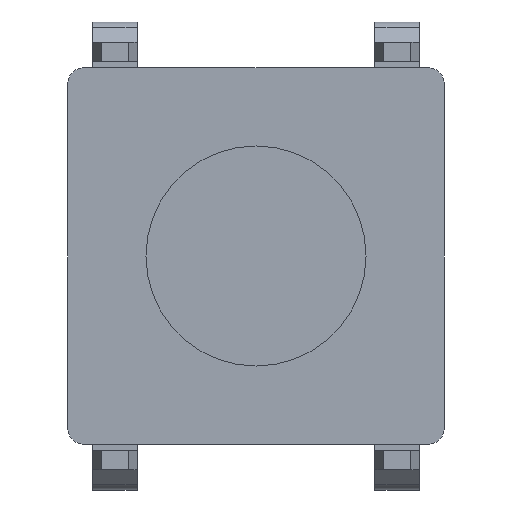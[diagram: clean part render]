
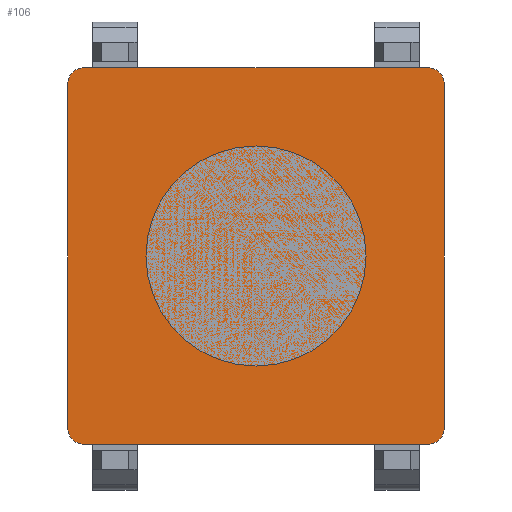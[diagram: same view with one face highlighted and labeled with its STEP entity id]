
A CAD part, front view. The second image highlights one B-rep face of the part: STEP entity #106.
In plain terms, the highlighted planar face has unit normal (0, -1, 0).
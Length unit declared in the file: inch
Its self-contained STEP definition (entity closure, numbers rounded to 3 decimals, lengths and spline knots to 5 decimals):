
#67 = PLANE ( 'NONE',  #4344 ) ;
#106 = ADVANCED_FACE ( 'NONE', ( #705 ), #67, .F. ) ;
#168 = CARTESIAN_POINT ( 'NONE',  ( 0.118, 0., -0.108 ) ) ;
#175 = DIRECTION ( 'NONE',  ( 0., 0., 1. ) ) ;
#243 = CARTESIAN_POINT ( 'NONE',  ( 0.118, 0., 0.108 ) ) ;
#343 = DIRECTION ( 'NONE',  ( 0., 1., 0. ) ) ;
#400 = VERTEX_POINT ( 'NONE', #4609 ) ;
#417 = LINE ( 'NONE', #1583, #1464 ) ;
#468 = DIRECTION ( 'NONE',  ( 0., 1., 0. ) ) ;
#513 = CARTESIAN_POINT ( 'NONE',  ( -0.108, 0., -0.108 ) ) ;
#704 = EDGE_CURVE ( 'NONE', #3131, #1368, #1635, .T. ) ;
#705 = FACE_OUTER_BOUND ( 'NONE', #4160, .T. ) ;
#825 = CIRCLE ( 'NONE', #3513, 0.01 ) ;
#913 = EDGE_CURVE ( 'NONE', #2955, #3131, #1558, .T. ) ;
#945 = EDGE_CURVE ( 'NONE', #2822, #3829, #417, .T. ) ;
#957 = DIRECTION ( 'NONE',  ( 0., 0., 1. ) ) ;
#1158 = ORIENTED_EDGE ( 'NONE', *, *, #945, .F. ) ;
#1368 = VERTEX_POINT ( 'NONE', #2066 ) ;
#1464 = VECTOR ( 'NONE', #4544, 39.37008 ) ;
#1494 = VECTOR ( 'NONE', #4858, 39.37008 ) ;
#1558 = CIRCLE ( 'NONE', #5067, 0.01 ) ;
#1583 = CARTESIAN_POINT ( 'NONE',  ( -0.108, 0., -0.118 ) ) ;
#1635 = LINE ( 'NONE', #3204, #1494 ) ;
#1652 = ORIENTED_EDGE ( 'NONE', *, *, #2010, .F. ) ;
#1695 = EDGE_CURVE ( 'NONE', #1920, #400, #3101, .T. ) ;
#1815 = ORIENTED_EDGE ( 'NONE', *, *, #1695, .F. ) ;
#1821 = VECTOR ( 'NONE', #1970, 39.37008 ) ;
#1839 = ORIENTED_EDGE ( 'NONE', *, *, #2688, .F. ) ;
#1843 = DIRECTION ( 'NONE',  ( 0., 0., 1. ) ) ;
#1913 = CARTESIAN_POINT ( 'NONE',  ( 0.108, 0., -0.118 ) ) ;
#1920 = VERTEX_POINT ( 'NONE', #243 ) ;
#1953 = CARTESIAN_POINT ( 'NONE',  ( -0.118, 0., -0.108 ) ) ;
#1970 = DIRECTION ( 'NONE',  ( 0., 0., -1. ) ) ;
#2010 = EDGE_CURVE ( 'NONE', #1368, #1920, #2167, .T. ) ;
#2066 = CARTESIAN_POINT ( 'NONE',  ( 0.108, 0., 0.118 ) ) ;
#2167 = CIRCLE ( 'NONE', #4990, 0.01 ) ;
#2496 = DIRECTION ( 'NONE',  ( 0., 1., 0. ) ) ;
#2688 = EDGE_CURVE ( 'NONE', #400, #2822, #825, .T. ) ;
#2797 = VECTOR ( 'NONE', #1843, 39.37008 ) ;
#2818 = ORIENTED_EDGE ( 'NONE', *, *, #913, .F. ) ;
#2822 = VERTEX_POINT ( 'NONE', #1913 ) ;
#2863 = VERTEX_POINT ( 'NONE', #1953 ) ;
#2884 = CARTESIAN_POINT ( 'NONE',  ( -0.108, 0., 0.108 ) ) ;
#2955 = VERTEX_POINT ( 'NONE', #4857 ) ;
#2965 = CARTESIAN_POINT ( 'NONE',  ( 0.108, 0., 0.108 ) ) ;
#3050 = DIRECTION ( 'NONE',  ( 0., 1., 0. ) ) ;
#3075 = CARTESIAN_POINT ( 'NONE',  ( 0.108, 0., -0.108 ) ) ;
#3101 = LINE ( 'NONE', #168, #1821 ) ;
#3131 = VERTEX_POINT ( 'NONE', #4973 ) ;
#3170 = CARTESIAN_POINT ( 'NONE',  ( -0.108, 0., -0.118 ) ) ;
#3204 = CARTESIAN_POINT ( 'NONE',  ( -0.108, 0., 0.118 ) ) ;
#3279 = CIRCLE ( 'NONE', #5082, 0.01 ) ;
#3303 = DIRECTION ( 'NONE',  ( 0., 0., 1. ) ) ;
#3361 = DIRECTION ( 'NONE',  ( 0., 0., 1. ) ) ;
#3469 = DIRECTION ( 'NONE',  ( 0., 0., -1. ) ) ;
#3513 = AXIS2_PLACEMENT_3D ( 'NONE', #3075, #468, #3469 ) ;
#3518 = DIRECTION ( 'NONE',  ( 0., 1., 0. ) ) ;
#3655 = EDGE_CURVE ( 'NONE', #2863, #2955, #4934, .T. ) ;
#3829 = VERTEX_POINT ( 'NONE', #3170 ) ;
#3900 = CARTESIAN_POINT ( 'NONE',  ( -0.118, 0., -0.108 ) ) ;
#3907 = ORIENTED_EDGE ( 'NONE', *, *, #704, .F. ) ;
#4160 = EDGE_LOOP ( 'NONE', ( #4666, #1158, #1839, #1815, #1652, #3907, #2818, #5318 ) ) ;
#4344 = AXIS2_PLACEMENT_3D ( 'NONE', #4461, #3050, #175 ) ;
#4461 = CARTESIAN_POINT ( 'NONE',  ( -0.108, 0., -0.108 ) ) ;
#4544 = DIRECTION ( 'NONE',  ( -1., 0., 0. ) ) ;
#4609 = CARTESIAN_POINT ( 'NONE',  ( 0.118, 0., -0.108 ) ) ;
#4666 = ORIENTED_EDGE ( 'NONE', *, *, #5206, .F. ) ;
#4857 = CARTESIAN_POINT ( 'NONE',  ( -0.118, 0., 0.108 ) ) ;
#4858 = DIRECTION ( 'NONE',  ( 1., 0., 0. ) ) ;
#4934 = LINE ( 'NONE', #3900, #2797 ) ;
#4973 = CARTESIAN_POINT ( 'NONE',  ( -0.108, 0., 0.118 ) ) ;
#4990 = AXIS2_PLACEMENT_3D ( 'NONE', #2965, #343, #3361 ) ;
#5067 = AXIS2_PLACEMENT_3D ( 'NONE', #2884, #2496, #3303 ) ;
#5082 = AXIS2_PLACEMENT_3D ( 'NONE', #513, #3518, #957 ) ;
#5206 = EDGE_CURVE ( 'NONE', #3829, #2863, #3279, .T. ) ;
#5318 = ORIENTED_EDGE ( 'NONE', *, *, #3655, .F. ) ;
